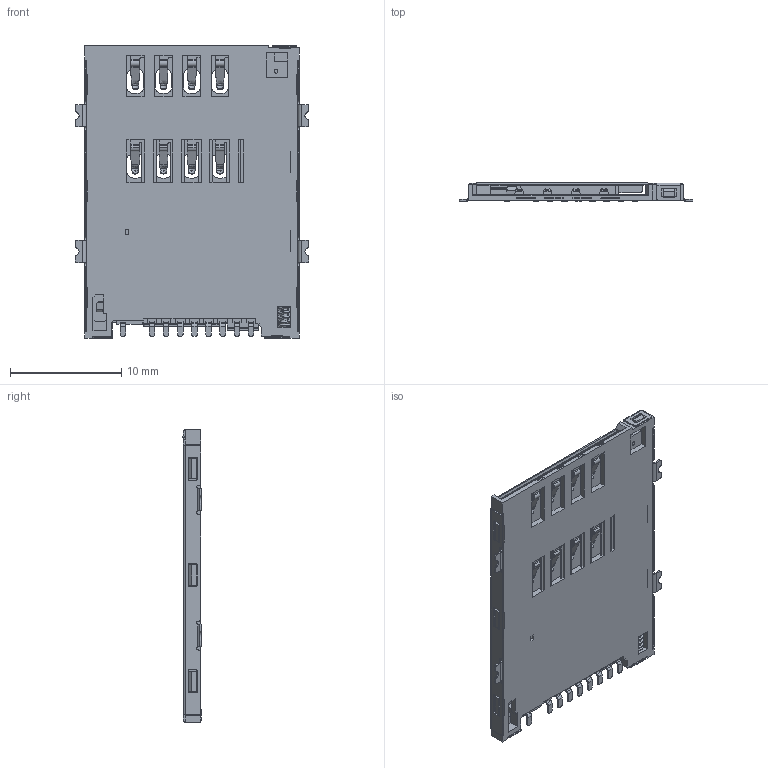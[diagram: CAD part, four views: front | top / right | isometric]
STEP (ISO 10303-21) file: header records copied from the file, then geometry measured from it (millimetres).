
FILE_DESCRIPTION(('STEP AP242'),'1');
FILE_NAME('sim4065-8-1-15-00-a.stp','2023-05-03T20:48:57',('TraceParts'),('TraceParts S.A.'),'Spatial InterOp 3D',' ',' ');
FILE_SCHEMA(('AP242_MANAGED_MODEL_BASED_3D_ENGINEERING_MIM_LF {1 0 10303 442 1 1 4}'));
Length unit declared in the file: millimetre
Products named in the file (1): sim4065-8-1-15-00-a_1
Bounding box: 21 x 1.65 x 26.4 mm (x, y, z)
Volume: 343.3 mm3; surface area: 2613.3 mm2
Topology: 12 solids, 12 shells, 1288 faces, 3706 edges, 2443 vertices
Faces by surface type: plane 722, cylinder 494, bspline 70, cone 2
Entity records: 49288 total; most frequent: CARTESIAN_POINT 16658, ORIENTED_EDGE 7412, DIRECTION 5863, EDGE_CURVE 3706, VERTEX_POINT 2443, LINE 2343, VECTOR 2343, AXIS2_PLACEMENT_3D 1760
